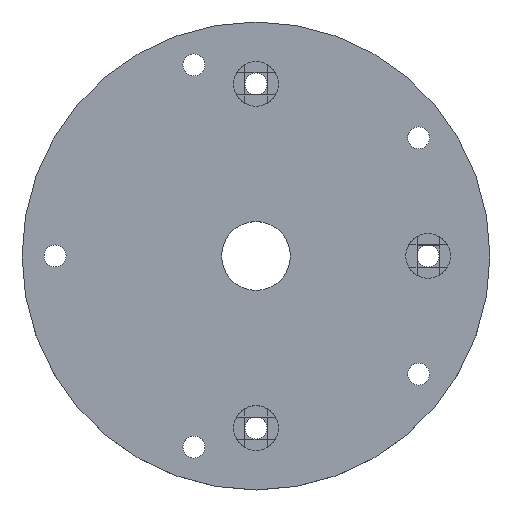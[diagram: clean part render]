
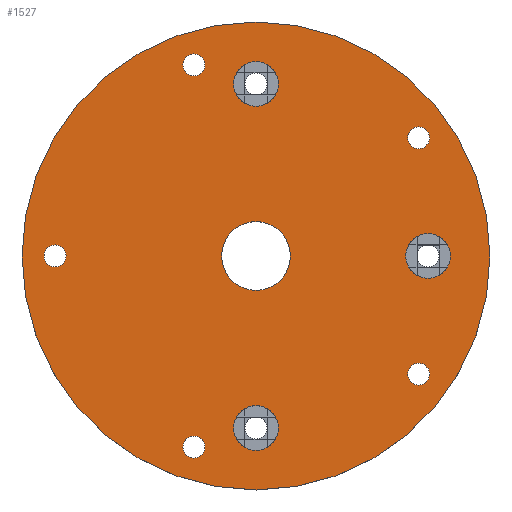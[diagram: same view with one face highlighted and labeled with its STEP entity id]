
A CAD part, top view. The second image highlights one B-rep face of the part: STEP entity #1527.
In plain terms, the highlighted planar face has unit normal (0, 0, 1).
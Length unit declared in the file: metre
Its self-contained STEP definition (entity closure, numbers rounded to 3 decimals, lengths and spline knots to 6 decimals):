
#66=CIRCLE('',#1671,0.034);
#68=CIRCLE('',#1674,0.005);
#79=CIRCLE('',#1687,0.0016);
#80=CIRCLE('',#1688,0.0016);
#81=CIRCLE('',#1689,0.0016);
#82=CIRCLE('',#1690,0.0016);
#83=CIRCLE('',#1691,0.0016);
#84=CIRCLE('',#1692,0.00325);
#85=CIRCLE('',#1693,0.00325);
#86=CIRCLE('',#1694,0.00325);
#393=ORIENTED_EDGE('',*,*,#679,.F.);
#394=ORIENTED_EDGE('',*,*,#680,.F.);
#395=ORIENTED_EDGE('',*,*,#681,.F.);
#396=ORIENTED_EDGE('',*,*,#682,.F.);
#397=ORIENTED_EDGE('',*,*,#683,.F.);
#398=ORIENTED_EDGE('',*,*,#684,.T.);
#399=ORIENTED_EDGE('',*,*,#685,.T.);
#400=ORIENTED_EDGE('',*,*,#686,.T.);
#401=ORIENTED_EDGE('',*,*,#666,.T.);
#402=ORIENTED_EDGE('',*,*,#668,.T.);
#666=EDGE_CURVE('',#797,#797,#66,.T.);
#668=EDGE_CURVE('',#799,#799,#68,.T.);
#679=EDGE_CURVE('',#810,#810,#79,.F.);
#680=EDGE_CURVE('',#811,#811,#80,.F.);
#681=EDGE_CURVE('',#812,#812,#81,.F.);
#682=EDGE_CURVE('',#813,#813,#82,.F.);
#683=EDGE_CURVE('',#814,#814,#83,.F.);
#684=EDGE_CURVE('',#815,#815,#84,.T.);
#685=EDGE_CURVE('',#816,#816,#85,.T.);
#686=EDGE_CURVE('',#817,#817,#86,.T.);
#797=VERTEX_POINT('',#2537);
#799=VERTEX_POINT('',#2542);
#810=VERTEX_POINT('',#2566);
#811=VERTEX_POINT('',#2568);
#812=VERTEX_POINT('',#2570);
#813=VERTEX_POINT('',#2572);
#814=VERTEX_POINT('',#2574);
#815=VERTEX_POINT('',#2576);
#816=VERTEX_POINT('',#2578);
#817=VERTEX_POINT('',#2580);
#1175=EDGE_LOOP('',(#393));
#1176=EDGE_LOOP('',(#394));
#1177=EDGE_LOOP('',(#395));
#1178=EDGE_LOOP('',(#396));
#1179=EDGE_LOOP('',(#397));
#1180=EDGE_LOOP('',(#398));
#1181=EDGE_LOOP('',(#399));
#1182=EDGE_LOOP('',(#400));
#1183=EDGE_LOOP('',(#401));
#1184=EDGE_LOOP('',(#402));
#1317=FACE_BOUND('',#1175,.T.);
#1318=FACE_BOUND('',#1176,.T.);
#1319=FACE_BOUND('',#1177,.T.);
#1320=FACE_BOUND('',#1178,.T.);
#1321=FACE_BOUND('',#1179,.T.);
#1322=FACE_BOUND('',#1180,.T.);
#1323=FACE_BOUND('',#1181,.T.);
#1324=FACE_BOUND('',#1182,.T.);
#1325=FACE_BOUND('',#1183,.T.);
#1326=FACE_BOUND('',#1184,.T.);
#1446=PLANE('',#1686);
#1527=ADVANCED_FACE('',(#1317,#1318,#1319,#1320,#1321,#1322,#1323,#1324,
#1325,#1326),#1446,.F.);
#1671=AXIS2_PLACEMENT_3D('',#2536,#2076,#2077);
#1674=AXIS2_PLACEMENT_3D('',#2541,#2082,#2083);
#1686=AXIS2_PLACEMENT_3D('',#2564,#2106,#2107);
#1687=AXIS2_PLACEMENT_3D('',#2565,#2108,#2109);
#1688=AXIS2_PLACEMENT_3D('',#2567,#2110,#2111);
#1689=AXIS2_PLACEMENT_3D('',#2569,#2112,#2113);
#1690=AXIS2_PLACEMENT_3D('',#2571,#2114,#2115);
#1691=AXIS2_PLACEMENT_3D('',#2573,#2116,#2117);
#1692=AXIS2_PLACEMENT_3D('',#2575,#2118,#2119);
#1693=AXIS2_PLACEMENT_3D('',#2577,#2120,#2121);
#1694=AXIS2_PLACEMENT_3D('',#2579,#2122,#2123);
#2076=DIRECTION('',(0.,0.,1.));
#2077=DIRECTION('',(1.,0.,0.));
#2082=DIRECTION('',(0.,0.,-1.));
#2083=DIRECTION('',(-1.,0.,0.));
#2106=DIRECTION('',(0.,0.,-1.));
#2107=DIRECTION('',(1.,0.,0.));
#2108=DIRECTION('',(0.,0.,-1.));
#2109=DIRECTION('',(-1.,0.,0.));
#2110=DIRECTION('',(0.,0.,-1.));
#2111=DIRECTION('',(-1.,0.,0.));
#2112=DIRECTION('',(0.,0.,-1.));
#2113=DIRECTION('',(-1.,0.,0.));
#2114=DIRECTION('',(0.,0.,-1.));
#2115=DIRECTION('',(-1.,0.,0.));
#2116=DIRECTION('',(0.,0.,-1.));
#2117=DIRECTION('',(-1.,0.,0.));
#2118=DIRECTION('',(0.,0.,-1.));
#2119=DIRECTION('',(-1.,0.,0.));
#2120=DIRECTION('',(0.,0.,-1.));
#2121=DIRECTION('',(-1.,0.,0.));
#2122=DIRECTION('',(0.,0.,-1.));
#2123=DIRECTION('',(-1.,0.,0.));
#2536=CARTESIAN_POINT('',(0.,0.,0.));
#2537=CARTESIAN_POINT('',(0.034,0.,0.));
#2541=CARTESIAN_POINT('',(0.,0.,0.));
#2542=CARTESIAN_POINT('',(-0.005,0.,0.));
#2564=CARTESIAN_POINT('',(0.,0.,0.));
#2565=CARTESIAN_POINT('',(-0.0292,0.,0.));
#2566=CARTESIAN_POINT('',(-0.0308,0.,0.));
#2567=CARTESIAN_POINT('',(-0.009023,0.027771,0.));
#2568=CARTESIAN_POINT('',(-0.010623,0.027771,0.));
#2569=CARTESIAN_POINT('',(0.023623,0.017163,0.));
#2570=CARTESIAN_POINT('',(0.022023,0.017163,0.));
#2571=CARTESIAN_POINT('',(0.023623,-0.017163,0.));
#2572=CARTESIAN_POINT('',(0.022023,-0.017163,0.));
#2573=CARTESIAN_POINT('',(-0.009023,-0.027771,0.));
#2574=CARTESIAN_POINT('',(-0.010623,-0.027771,0.));
#2575=CARTESIAN_POINT('',(0.,0.025,0.));
#2576=CARTESIAN_POINT('',(-0.00325,0.025,0.));
#2577=CARTESIAN_POINT('',(0.025,0.,0.));
#2578=CARTESIAN_POINT('',(0.02175,0.,0.));
#2579=CARTESIAN_POINT('',(0.,-0.025,0.));
#2580=CARTESIAN_POINT('',(-0.00325,-0.025,0.));
